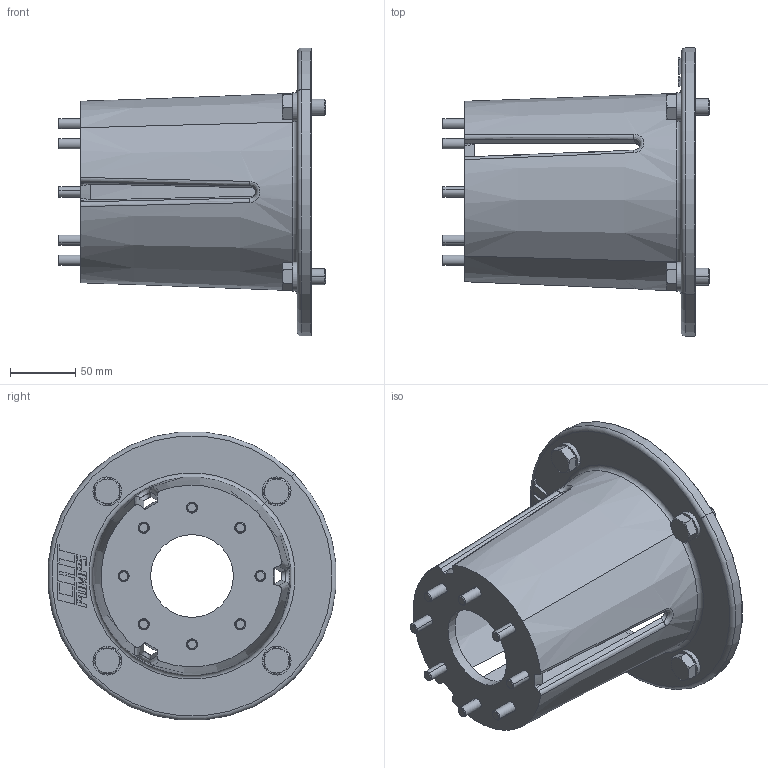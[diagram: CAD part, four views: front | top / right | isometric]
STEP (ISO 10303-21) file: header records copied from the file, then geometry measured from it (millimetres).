
FILE_DESCRIPTION (( 'STEP AP214' ), '1' );
FILE_NAME ('76256.15FR.STEP', '2020-04-30T19:03:18', ( '' ), ( '' ), 'SwSTEP 2.0', 'SolidWorks 2020', '' );
FILE_SCHEMA (( 'AUTOMOTIVE_DESIGN' ));
Length unit declared in the file: inch
Products named in the file (1): 76256.15FR
Bounding box: 206.04 x 221.4 x 221.4 mm (x, y, z)
Volume: 721809.3 mm3; surface area: 239315.3 mm2
Topology: 25 solids, 25 shells, 1798 faces, 3966 edges, 2222 vertices
Faces by surface type: bspline 802, plane 598, cone 235, cylinder 107, torus 56
Entity records: 79805 total; most frequent: CARTESIAN_POINT 22079, ORIENTED_EDGE 7900, DIRECTION 5759, EDGE_CURVE 3950, VERTEX_POINT 2222, AXIS2_PLACEMENT_3D 2118, EDGE_LOOP 1866, UNCERTAINTY_MEASURE_WITH_UNIT 1825
